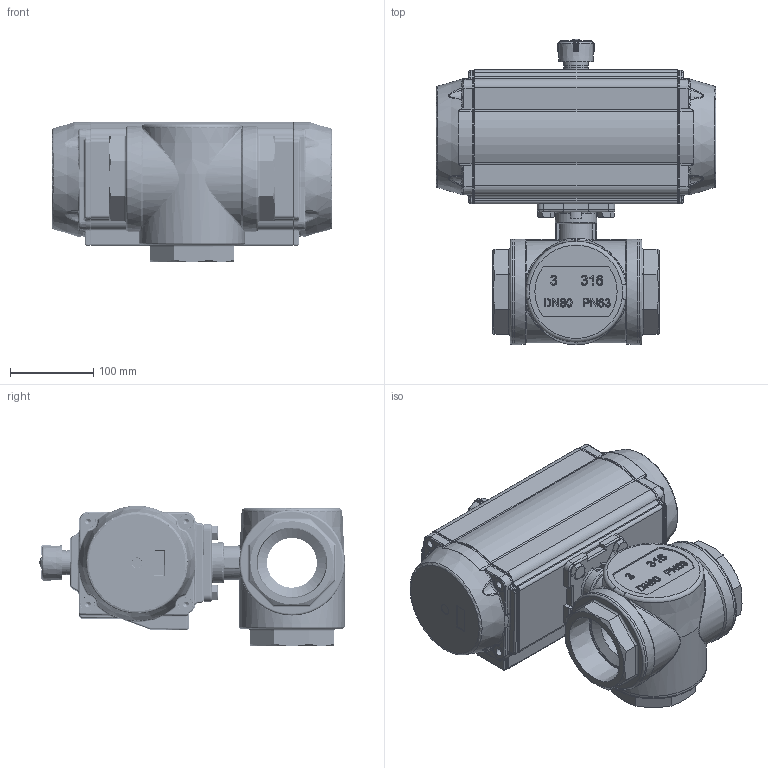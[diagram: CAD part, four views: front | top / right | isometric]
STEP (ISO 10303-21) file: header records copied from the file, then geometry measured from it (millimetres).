
FILE_DESCRIPTION(/* description */ ('Unknown'),/* implementation_level */ '2;1');
FILE_NAME(/* name */ 'PE07 9338_9339-11',/* time_stamp */ '2025-03-26T09:17:09+01:00',/* author */ ('Unknown'),/* organization */ ('Unknown'),/* preprocessor_version */ 'ST-DEVELOPER v19.4',/* originating_system */ 'Solid Edge',/* authorisation */ 'Unknown');
FILE_SCHEMA (('AUTOMOTIVE_DESIGN {1 0 10303 214 3 1 1}'));
Length unit declared in the file: millimetre
Products named in the file (20): PE07 9338_9339-11; 9339-11; DN80 CAP; M22 NUT_GB_FASTENER_NUT_STNAB B M22-C; DN80 Gasket; DN80 BODY; DN80 Nut Stopper; MV-85 DN80 STEM; DN80 Plate  Washer; DIN 933 M10x22 A2-70 BLK_EDST; PD08_PE07; VTE125埴詰; vt125-2016-06-25; vt125-2016-06-25   酘傷裔_MIR; VT125-03-01   活塞; VT125-3 粣; Optische Anzeige; ______; ________(___________; cup head nib bolts with large head gb_GB_FASTENER_BOLT_CHNBW M6X25-N
Assembly tree (30 placements, depth 4):
  PE07 9338_9339-11
    9339-11
      DN80 CAP  x3
      M22 NUT_GB_FASTENER_NUT_STNAB B M22-C
      DN80 Gasket  x3
      DN80 BODY
      DN80 Nut Stopper
      MV-85 DN80 STEM
      DN80 Plate  Washer
    DIN 933 M10x22 A2-70 BLK_EDST  x4
    PD08_PE07
      VTE125埴詰
      vt125-2016-06-25
      vt125-2016-06-25   酘傷裔_MIR
      VT125-03-01   活塞  x2
      VT125-3 粣
      Optische Anzeige
        ______
        ________(___________  x4
        cup head nib bolts with large head gb_GB_FASTENER_BOLT_CHNBW M6X25-N
Bounding box: 337 x 367.5 x 169.2 mm (x, y, z)
Volume: 4672284.4 mm3; surface area: 1004181.8 mm2
Topology: 27 solids, 27 shells, 3757 faces, 9315 edges, 5716 vertices
Faces by surface type: plane 1072, cylinder 980, bspline 850, torus 518, cone 280, sphere 57
Full cylindrical faces by diameter (mm): 3 x16, 3.3 x8, 4.134 x8, 4.66 x1, 4.917 x1, 6 x1, 6.2 x1, 6.647 x12, 7 x1, 8.376 x4, 10 x4, 10.106 x2, 11.445 x2, 13 x2, 17 x12, 17.5 x2, 18.3 x1, 19.294 x1, 22 x2, 22.1 x1, 22.5 x1, 25 x1, 26 x2, 26.4 x1, 28 x2, 28.2 x1, 29 x1, 30 x5, 38.5 x1, 40 x4
Entity records: 129827 total; most frequent: CARTESIAN_POINT 68372, ORIENTED_EDGE 13496, DIRECTION 10799, EDGE_CURVE 6748, VERTEX_POINT 4356, AXIS2_PLACEMENT_3D 4153, FACE_BOUND 3368, EDGE_LOOP 3346
